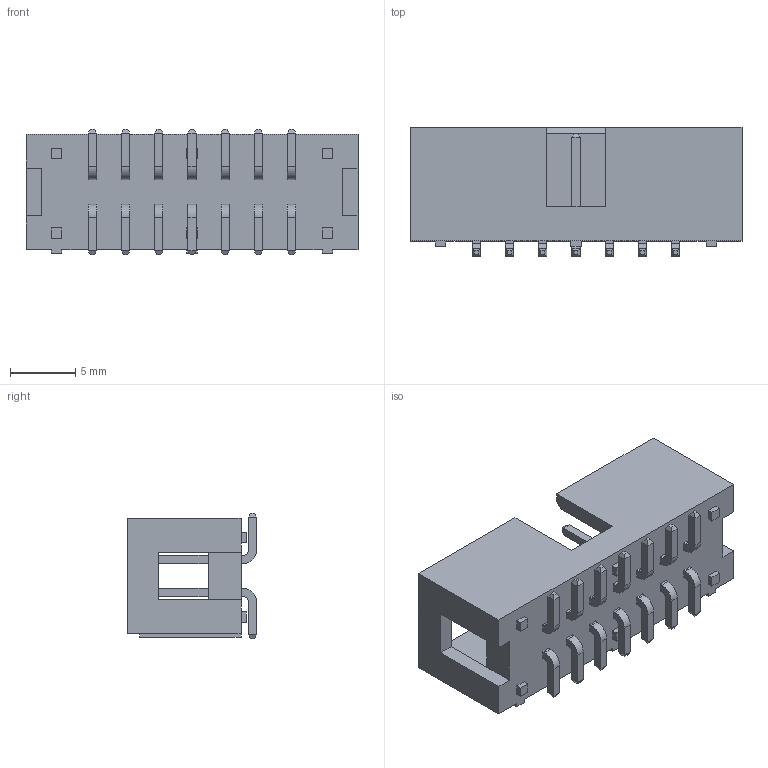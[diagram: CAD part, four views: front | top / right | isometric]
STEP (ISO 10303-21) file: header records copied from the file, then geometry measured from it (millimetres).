
FILE_DESCRIPTION (( 'STEP AP203' ), '1' );
FILE_NAME ('CH8714xM100.STEP', '2018-08-14T00:56:58', ( '' ), ( '' ), 'SwSTEP 2.0', 'SolidWorks 2017', '' );
FILE_SCHEMA (( 'CONFIG_CONTROL_DESIGN' ));
Length unit declared in the file: millimetre
Products named in the file (3): SMT TYPE P; CH87 BASE_14; CH8714xM100
Assembly tree (15 placements, depth 2):
  CH8714xM100
    CH87 BASE_14
    SMT TYPE P  x14
Bounding box: 25.4 x 9.9 x 9.6 mm (x, y, z)
Volume: 990.1 mm3; surface area: 1867.9 mm2
Topology: 15 solids, 15 shells, 377 faces, 915 edges, 570 vertices
Faces by surface type: plane 349, cylinder 28
Entity records: 5230 total; most frequent: CARTESIAN_POINT 814, ORIENTED_EDGE 790, DIRECTION 721, EDGE_CURVE 395, LINE 391, VECTOR 391, VERTEX_POINT 258, EDGE_LOOP 177
